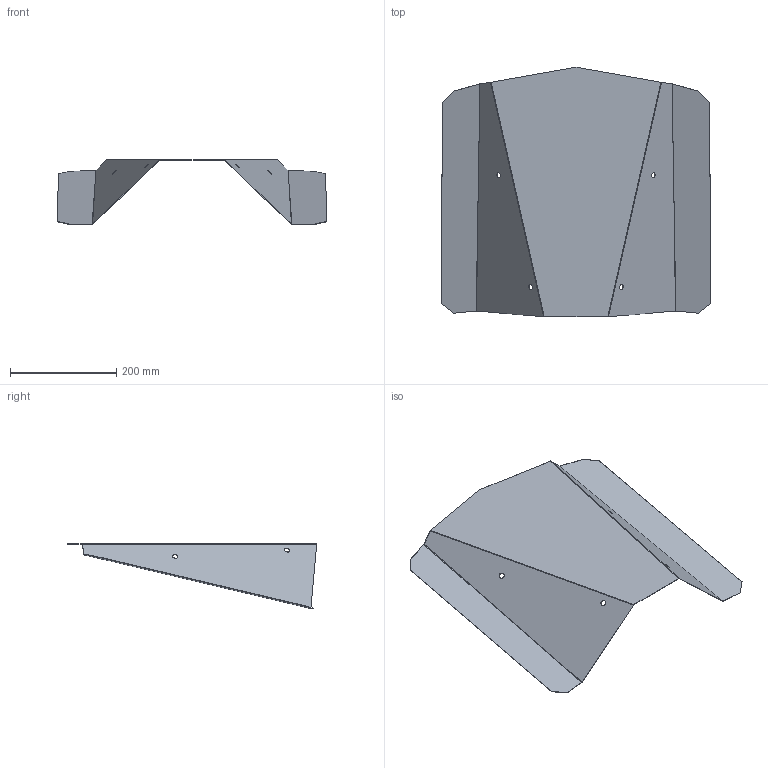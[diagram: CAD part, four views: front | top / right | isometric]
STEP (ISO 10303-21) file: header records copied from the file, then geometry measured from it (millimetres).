
FILE_DESCRIPTION(('FreeCAD Model'),'2;1');
FILE_NAME('Open CASCADE Shape Model','2023-05-06T14:20:17',(''),(''), 'Open CASCADE STEP processor 7.6','FreeCAD','Unknown');
FILE_SCHEMA(('AUTOMOTIVE_DESIGN { 1 0 10303 214 1 1 1 1 }'));
Length unit declared in the file: millimetre
Products named in the file (1): Shield002
Bounding box: 507.8 x 470.75 x 122.61 mm (x, y, z)
Volume: 200654.7 mm3; surface area: 503296.5 mm2
Topology: 1 solids, 1 shells, 60 faces, 138 edges, 80 vertices
Faces by surface type: plane 36, cylinder 12, bspline 12
Full cylindrical faces by diameter (mm): 10 x4
Entity records: 7708 total; most frequent: CARTESIAN_POINT 5079, DIRECTION 410, LINE 292, VECTOR 292, ORIENTED_EDGE 276, PCURVE 276, DEFINITIONAL_REPRESENTATION 276, EDGE_CURVE 138
